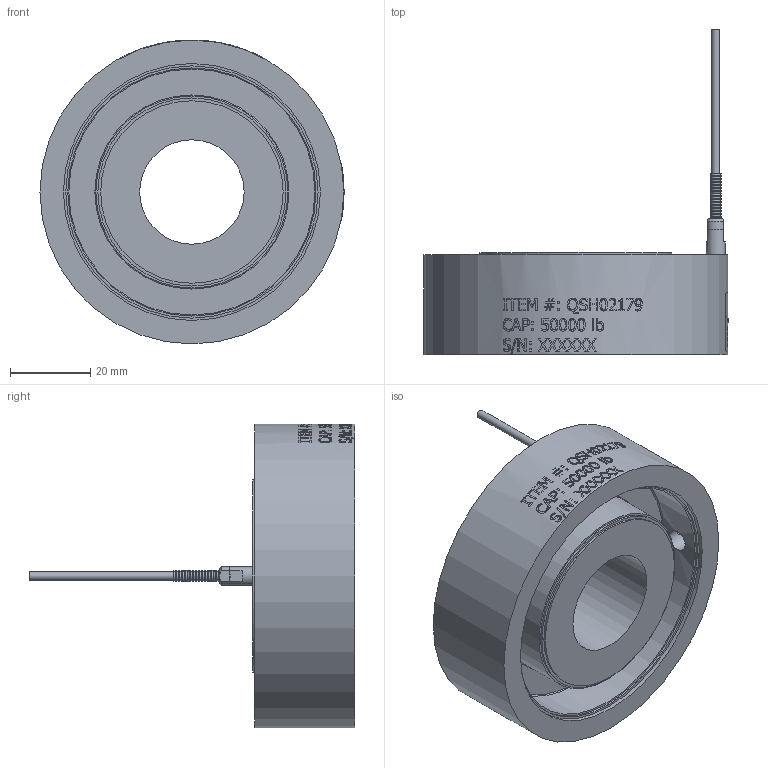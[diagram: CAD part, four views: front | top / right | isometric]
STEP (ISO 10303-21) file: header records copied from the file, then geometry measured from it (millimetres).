
FILE_DESCRIPTION(/* description */ (''),/* implementation_level */ '2;1');
FILE_NAME(/* name */ 'QSH02179-001a.stp',/* time_stamp */ '2020-11-20T17:02:57-08:00',/* author */ ('richard'),/* organization */ (''),/* preprocessor_version */ 'ST-DEVELOPER v18',/* originating_system */ 'Autodesk Inventor 2020',/* authorisation */ '');
FILE_SCHEMA (('AUTOMOTIVE_DESIGN { 1 0 10303 214 3 1 1 }'));
Products named in the file (1): QSH02179-001_Shrinkwrap_1
Bounding box: 75.74 x 81.08 x 75.69 mm (x, y, z)
Volume: 80080.9 mm3; surface area: 22714.7 mm2
Topology: 6 solids, 6 shells, 1402 faces, 3823 edges, 2558 vertices
Faces by surface type: bspline 692, plane 523, cylinder 145, torus 40, cone 2
Full cylindrical faces by diameter (mm): 1.943 x1, 2.007 x1, 2.083 x2, 2.55 x1, 2.794 x1, 3.023 x1, 3.048 x1, 3.175 x1, 3.505 x1, 4.699 x1, 5.359 x1, 26.01 x1, 45.466 x1, 46.838 x1, 47.854 x2, 61.824 x2, 62.84 x1, 64.008 x1, 75.692 x1
Entity records: 66071 total; most frequent: CARTESIAN_POINT 33112, ORIENTED_EDGE 7646, DIRECTION 4586, EDGE_CURVE 3823, VERTEX_POINT 2558, LINE 1690, VECTOR 1690, EDGE_LOOP 1539
